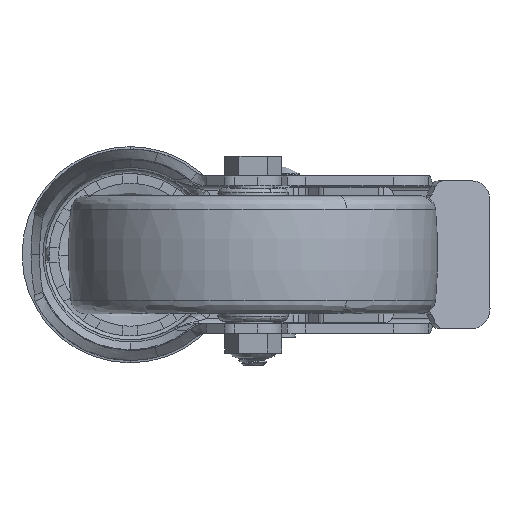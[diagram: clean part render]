
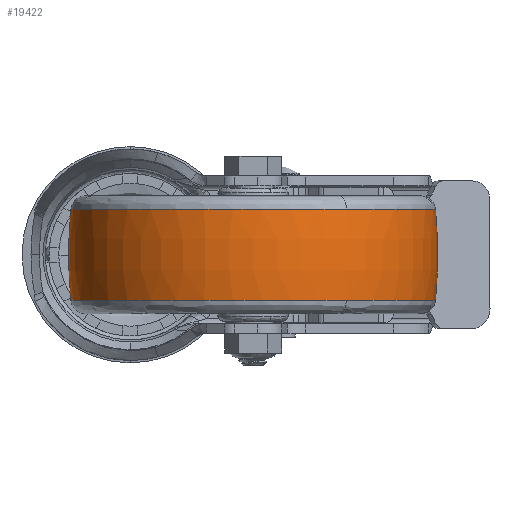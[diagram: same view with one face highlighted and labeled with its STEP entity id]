
A CAD part, front view. The second image highlights one B-rep face of the part: STEP entity #19422.
In plain terms, the highlighted toroidal (fillet/blend) face has major radius 62.5 mm and minor radius 100 mm.
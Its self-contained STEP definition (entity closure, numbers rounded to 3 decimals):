
#1919 = DIRECTION ( 'NONE',  ( 1., 0., 0. ) ) ;
#2814 = AXIS2_PLACEMENT_3D ( 'NONE', #38938, #17863, #31210 ) ;
#2819 = CARTESIAN_POINT ( 'NONE',  ( 43.95, -84.859, 9.278 ) ) ;
#2998 = CARTESIAN_POINT ( 'NONE',  ( 25., -53., -9.278 ) ) ;
#4134 = DIRECTION ( 'NONE',  ( -0.46, 0.888, 0. ) ) ;
#4488 = CIRCLE ( 'NONE', #37064, 100. ) ;
#4897 = DIRECTION ( 'NONE',  ( -0.46, 0.888, 0. ) ) ;
#5397 = VERTEX_POINT ( 'NONE', #19549 ) ;
#5767 = CARTESIAN_POINT ( 'NONE',  ( 43.943, -84.863, -9.278 ) ) ;
#7515 = CARTESIAN_POINT ( 'NONE',  ( 25., -53., 9.278 ) ) ;
#7704 = AXIS2_PLACEMENT_3D ( 'NONE', #30012, #39774, #16437 ) ;
#9894 = EDGE_CURVE ( 'NONE', #23937, #19599, #36630, .T. ) ;
#10578 = ORIENTED_EDGE ( 'NONE', *, *, #29194, .T. ) ;
#11675 = CARTESIAN_POINT ( 'NONE',  ( 25., -53., -9.278 ) ) ;
#13488 = CIRCLE ( 'NONE', #18537, 37.069 ) ;
#14873 = EDGE_CURVE ( 'NONE', #29296, #44690, #35031, .T. ) ;
#15508 = DIRECTION ( 'NONE',  ( 0., 0., 1. ) ) ;
#15674 = CARTESIAN_POINT ( 'NONE',  ( -12.069, -53., -9.278 ) ) ;
#16437 = DIRECTION ( 'NONE',  ( -0.46, 0.888, 0. ) ) ;
#16705 = ORIENTED_EDGE ( 'NONE', *, *, #14873, .T. ) ;
#17055 = AXIS2_PLACEMENT_3D ( 'NONE', #18898, #15508, #1919 ) ;
#17863 = DIRECTION ( 'NONE',  ( 0., 1., 0. ) ) ;
#18537 = AXIS2_PLACEMENT_3D ( 'NONE', #7515, #21330, #4134 ) ;
#18898 = CARTESIAN_POINT ( 'NONE',  ( 25., -53., 0. ) ) ;
#19086 = EDGE_LOOP ( 'NONE', ( #36932, #16705, #22725, #10578, #31066, #37296 ) ) ;
#19422 = ADVANCED_FACE ( 'NONE', ( #32499 ), #22846, .T. ) ;
#19549 = CARTESIAN_POINT ( 'NONE',  ( -12.069, -53., 9.278 ) ) ;
#19599 = VERTEX_POINT ( 'NONE', #2819 ) ;
#21330 = DIRECTION ( 'NONE',  ( 0., 0., -1. ) ) ;
#21614 = EDGE_CURVE ( 'NONE', #19599, #5397, #13488, .T. ) ;
#22411 = CARTESIAN_POINT ( 'NONE',  ( 62.069, -53., -9.278 ) ) ;
#22725 = ORIENTED_EDGE ( 'NONE', *, *, #40055, .T. ) ;
#22846 = TOROIDAL_SURFACE ( 'NONE', #17055, -62.5, 100. ) ;
#22974 = DIRECTION ( 'NONE',  ( 0., 0., -1. ) ) ;
#23055 = VERTEX_POINT ( 'NONE', #22411 ) ;
#23847 = CARTESIAN_POINT ( 'NONE',  ( -37.5, -53., 0. ) ) ;
#23937 = VERTEX_POINT ( 'NONE', #38737 ) ;
#26354 = DIRECTION ( 'NONE',  ( 0., -1., 0. ) ) ;
#29194 = EDGE_CURVE ( 'NONE', #23055, #23937, #4488, .T. ) ;
#29296 = VERTEX_POINT ( 'NONE', #15674 ) ;
#30012 = CARTESIAN_POINT ( 'NONE',  ( 25., -53., 9.278 ) ) ;
#31066 = ORIENTED_EDGE ( 'NONE', *, *, #9894, .T. ) ;
#31210 = DIRECTION ( 'NONE',  ( -1., 0., 0. ) ) ;
#32499 = FACE_OUTER_BOUND ( 'NONE', #19086, .T. ) ;
#32973 = CIRCLE ( 'NONE', #33734, 37.069 ) ;
#33734 = AXIS2_PLACEMENT_3D ( 'NONE', #11675, #35930, #4897 ) ;
#35031 = CIRCLE ( 'NONE', #42995, 37.069 ) ;
#35376 = CIRCLE ( 'NONE', #2814, 100. ) ;
#35930 = DIRECTION ( 'NONE',  ( 0., 0., 1. ) ) ;
#36630 = CIRCLE ( 'NONE', #7704, 37.069 ) ;
#36932 = ORIENTED_EDGE ( 'NONE', *, *, #43062, .F. ) ;
#37064 = AXIS2_PLACEMENT_3D ( 'NONE', #23847, #26354, #22974 ) ;
#37296 = ORIENTED_EDGE ( 'NONE', *, *, #21614, .T. ) ;
#38546 = DIRECTION ( 'NONE',  ( 0., 0., 1. ) ) ;
#38737 = CARTESIAN_POINT ( 'NONE',  ( 62.069, -53., 9.278 ) ) ;
#38938 = CARTESIAN_POINT ( 'NONE',  ( 87.5, -53., 0. ) ) ;
#39774 = DIRECTION ( 'NONE',  ( 0., 0., -1. ) ) ;
#40055 = EDGE_CURVE ( 'NONE', #44690, #23055, #32973, .T. ) ;
#41277 = DIRECTION ( 'NONE',  ( -0.46, 0.888, 0. ) ) ;
#42995 = AXIS2_PLACEMENT_3D ( 'NONE', #2998, #38546, #41277 ) ;
#43062 = EDGE_CURVE ( 'NONE', #29296, #5397, #35376, .T. ) ;
#44690 = VERTEX_POINT ( 'NONE', #5767 ) ;
